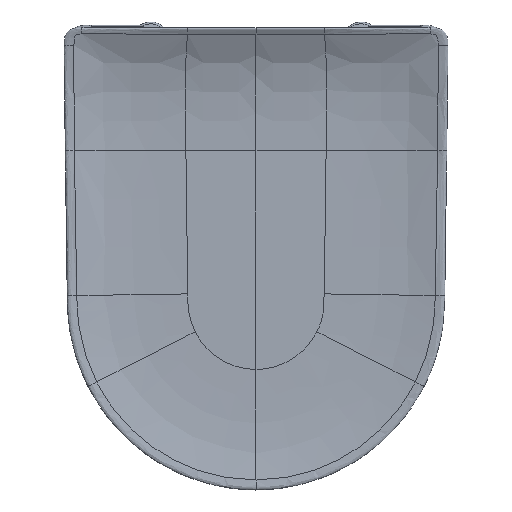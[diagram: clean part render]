
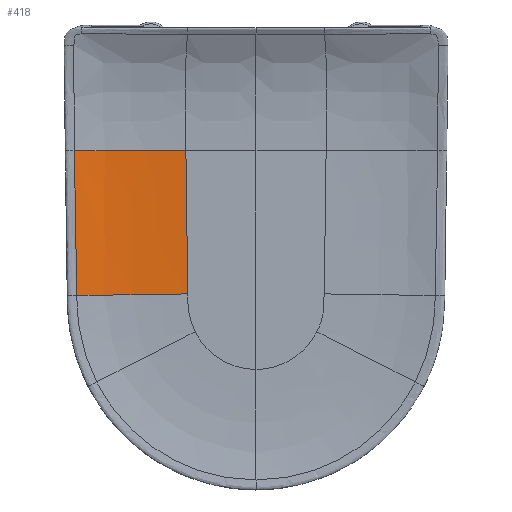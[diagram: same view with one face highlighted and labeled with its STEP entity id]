
A CAD part, top view. The second image highlights one B-rep face of the part: STEP entity #418.
In plain terms, the highlighted free-form (B-spline) face has degree [4, 3] with [5, 4] control points.
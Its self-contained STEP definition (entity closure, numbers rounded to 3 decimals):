
#418=ADVANCED_FACE('',(#949),#7762,.T.);
#949=FACE_OUTER_BOUND('',#1482,.T.);
#1482=EDGE_LOOP('',(#3406,#3407,#3408,#3409));
#3406=ORIENTED_EDGE('',*,*,#5040,.F.);
#3407=ORIENTED_EDGE('',*,*,#5039,.F.);
#3408=ORIENTED_EDGE('',*,*,#5038,.T.);
#3409=ORIENTED_EDGE('',*,*,#5019,.T.);
#5019=EDGE_CURVE('',#7146,#7145,#6287,.T.);
#5038=EDGE_CURVE('',#7159,#7146,#6306,.T.);
#5039=EDGE_CURVE('',#7159,#7160,#6307,.T.);
#5040=EDGE_CURVE('',#7160,#7145,#6308,.T.);
#6287=B_SPLINE_CURVE_WITH_KNOTS('',3,(#28425,#28426,#28427,#28428),
 .UNSPECIFIED.,.F.,.F.,(4,4),(-1.,0.),.UNSPECIFIED.);
#6306=B_SPLINE_CURVE_WITH_KNOTS('',4,(#28532,#28533,#28534,#28535,#28536),
 .UNSPECIFIED.,.F.,.F.,(5,5),(0.,0.93),.UNSPECIFIED.);
#6307=B_SPLINE_CURVE_WITH_KNOTS('',6,(#28537,#28538,#28539,#28540,#28541,
#28542,#28543),.UNSPECIFIED.,.F.,.F.,(7,7),(-14.421,0.),
 .UNSPECIFIED.);
#6308=B_SPLINE_CURVE_WITH_KNOTS('',4,(#28544,#28545,#28546,#28547,#28548),
 .UNSPECIFIED.,.F.,.F.,(5,5),(-18.264,-6.994),
 .UNSPECIFIED.);
#7145=VERTEX_POINT('',#27986);
#7146=VERTEX_POINT('',#27987);
#7159=VERTEX_POINT('',#28000);
#7160=VERTEX_POINT('',#28001);
#7762=B_SPLINE_SURFACE_WITH_KNOTS('',4,3,((#24127,#24128,#24129,#24130),
(#24131,#24132,#24133,#24134),(#24135,#24136,#24137,#24138),(#24139,#24140,
#24141,#24142),(#24143,#24144,#24145,#24146)),.UNSPECIFIED.,.F.,.F.,.F.,
(5,5),(4,4),(0.,122.111),(0.,144.341),
 .UNSPECIFIED.);
#24127=CARTESIAN_POINT('',(-188.11,-39.45,11.698));
#24128=CARTESIAN_POINT('',(-188.774,8.629,11.698));
#24129=CARTESIAN_POINT('',(-189.458,56.709,11.698));
#24130=CARTESIAN_POINT('',(-190.058,104.79,14.61));
#24131=CARTESIAN_POINT('',(-153.772,-39.119,2.761));
#24132=CARTESIAN_POINT('',(-156.089,8.717,2.783));
#24133=CARTESIAN_POINT('',(-157.166,56.666,2.784));
#24134=CARTESIAN_POINT('',(-157.31,104.824,3.289));
#24135=CARTESIAN_POINT('',(-124.789,-38.679,2.761));
#24136=CARTESIAN_POINT('',(-127.797,9.015,2.783));
#24137=CARTESIAN_POINT('',(-129.017,56.863,2.786));
#24138=CARTESIAN_POINT('',(-129.46,104.824,3.289));
#24139=CARTESIAN_POINT('',(-97.271,-38.259,2.761));
#24140=CARTESIAN_POINT('',(-98.214,9.317,2.783));
#24141=CARTESIAN_POINT('',(-98.931,57.034,2.787));
#24142=CARTESIAN_POINT('',(-99.418,104.825,3.289));
#24143=CARTESIAN_POINT('',(-68.006,-37.811,2.761));
#24144=CARTESIAN_POINT('',(-68.623,9.612,2.783));
#24145=CARTESIAN_POINT('',(-69.239,57.167,2.789));
#24146=CARTESIAN_POINT('',(-69.849,104.825,3.289));
#27986=CARTESIAN_POINT('',(-69.849,104.825,3.289));
#27987=CARTESIAN_POINT('',(-68.006,-37.811,2.761));
#28000=CARTESIAN_POINT('',(-178.649,-39.354,9.447));
#28001=CARTESIAN_POINT('',(-181.025,104.798,11.759));
#28425=CARTESIAN_POINT('',(-68.006,-37.811,2.761));
#28426=CARTESIAN_POINT('',(-68.623,9.612,2.783));
#28427=CARTESIAN_POINT('',(-69.239,57.167,2.789));
#28428=CARTESIAN_POINT('',(-69.849,104.825,3.289));
#28532=CARTESIAN_POINT('',(-178.649,-39.354,9.447));
#28533=CARTESIAN_POINT('',(-147.707,-39.027,2.761));
#28534=CARTESIAN_POINT('',(-120.929,-38.62,2.761));
#28535=CARTESIAN_POINT('',(-95.223,-38.228,2.761));
#28536=CARTESIAN_POINT('',(-68.006,-37.811,2.761));
#28537=CARTESIAN_POINT('',(-178.649,-39.354,9.447));
#28538=CARTESIAN_POINT('',(-179.198,-15.326,9.449));
#28539=CARTESIAN_POINT('',(-179.684,8.704,9.451));
#28540=CARTESIAN_POINT('',(-180.11,32.741,9.568));
#28541=CARTESIAN_POINT('',(-180.474,56.773,9.915));
#28542=CARTESIAN_POINT('',(-180.779,80.79,10.607));
#28543=CARTESIAN_POINT('',(-181.025,104.798,11.759));
#28544=CARTESIAN_POINT('',(-181.025,104.798,11.759));
#28545=CARTESIAN_POINT('',(-151.431,104.824,3.289));
#28546=CARTESIAN_POINT('',(-125.258,104.824,3.289));
#28547=CARTESIAN_POINT('',(-97.349,104.825,3.289));
#28548=CARTESIAN_POINT('',(-69.849,104.825,3.289));
